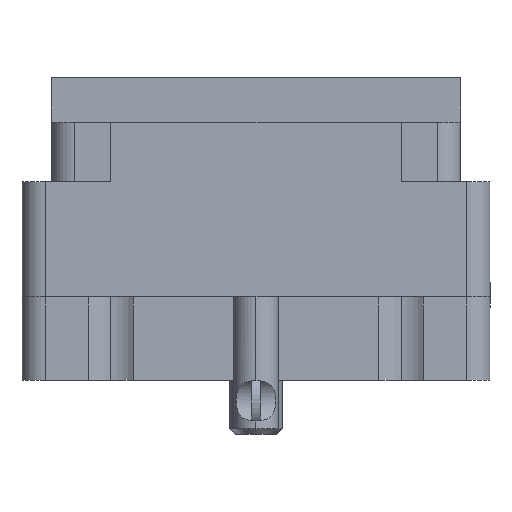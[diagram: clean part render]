
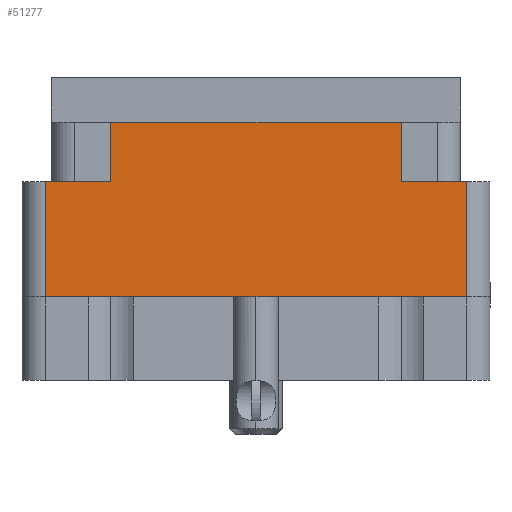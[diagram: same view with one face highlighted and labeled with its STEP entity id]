
A CAD part, left-side view. The second image highlights one B-rep face of the part: STEP entity #51277.
In plain terms, the highlighted planar face has unit normal (-1, 0, 0).
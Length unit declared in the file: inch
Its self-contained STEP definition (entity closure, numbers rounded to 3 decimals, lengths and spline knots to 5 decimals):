
#168 = CARTESIAN_POINT ( 'NONE',  ( -1.359, -0.3825, -0.274 ) ) ;
#2539 = EDGE_CURVE ( 'NONE', #30270, #18082, #39803, .T. ) ;
#3138 = LINE ( 'NONE', #40937, #75581 ) ;
#3701 = ORIENTED_EDGE ( 'NONE', *, *, #15631, .F. ) ;
#5168 = EDGE_CURVE ( 'NONE', #53470, #74623, #65608, .T. ) ;
#6035 = VECTOR ( 'NONE', #64500, 39.37008 ) ;
#6717 = DIRECTION ( 'NONE',  ( 0., -1., 0. ) ) ;
#8998 = DIRECTION ( 'NONE',  ( -1., 0., 0. ) ) ;
#9261 = PLANE ( 'NONE',  #54213 ) ;
#9271 = EDGE_CURVE ( 'NONE', #53470, #9770, #27432, .T. ) ;
#9770 = VERTEX_POINT ( 'NONE', #66571 ) ;
#10285 = VERTEX_POINT ( 'NONE', #16371 ) ;
#13995 = DIRECTION ( 'NONE',  ( 0., -1., 0. ) ) ;
#14834 = DIRECTION ( 'NONE',  ( 0., 0., 1. ) ) ;
#15631 = EDGE_CURVE ( 'NONE', #74623, #29615, #27719, .T. ) ;
#16371 = CARTESIAN_POINT ( 'NONE',  ( -1.359, -0.555, -0.274 ) ) ;
#18082 = VERTEX_POINT ( 'NONE', #35836 ) ;
#20952 = ORIENTED_EDGE ( 'NONE', *, *, #5168, .F. ) ;
#21307 = CARTESIAN_POINT ( 'NONE',  ( -1.359, 0.3825, -0.274 ) ) ;
#22091 = CARTESIAN_POINT ( 'NONE',  ( -1.359, -0.555, -0.798 ) ) ;
#23338 = CARTESIAN_POINT ( 'NONE',  ( -1.359, 0.555, -0.274 ) ) ;
#26669 = CARTESIAN_POINT ( 'NONE',  ( -1.359, -0.617, -0.798 ) ) ;
#27322 = ORIENTED_EDGE ( 'NONE', *, *, #56054, .F. ) ;
#27432 = LINE ( 'NONE', #55305, #68713 ) ;
#27719 = LINE ( 'NONE', #21307, #68060 ) ;
#28501 = DIRECTION ( 'NONE',  ( 0., 0., 1. ) ) ;
#28739 = EDGE_CURVE ( 'NONE', #73153, #10285, #29618, .T. ) ;
#29219 = VECTOR ( 'NONE', #13995, 39.37008 ) ;
#29615 = VERTEX_POINT ( 'NONE', #60643 ) ;
#29618 = LINE ( 'NONE', #22091, #68234 ) ;
#30069 = FACE_OUTER_BOUND ( 'NONE', #46947, .T. ) ;
#30270 = VERTEX_POINT ( 'NONE', #43323 ) ;
#34593 = DIRECTION ( 'NONE',  ( 0., -1., 0. ) ) ;
#35127 = ORIENTED_EDGE ( 'NONE', *, *, #28739, .T. ) ;
#35836 = CARTESIAN_POINT ( 'NONE',  ( -1.359, -0.3825, -0.117 ) ) ;
#36562 = LINE ( 'NONE', #71739, #29219 ) ;
#37091 = VECTOR ( 'NONE', #34593, 39.37008 ) ;
#38887 = DIRECTION ( 'NONE',  ( 0., -1., 0. ) ) ;
#39803 = LINE ( 'NONE', #168, #6035 ) ;
#40937 = CARTESIAN_POINT ( 'NONE',  ( -1.359, 0., -0.578 ) ) ;
#43323 = CARTESIAN_POINT ( 'NONE',  ( -1.359, -0.3825, -0.274 ) ) ;
#44718 = LINE ( 'NONE', #68460, #73256 ) ;
#46947 = EDGE_LOOP ( 'NONE', ( #20952, #66643, #52305, #35127, #27322, #63010, #51207, #3701 ) ) ;
#48900 = EDGE_CURVE ( 'NONE', #29615, #18082, #44718, .T. ) ;
#51207 = ORIENTED_EDGE ( 'NONE', *, *, #48900, .F. ) ;
#51277 = ADVANCED_FACE ( 'NONE', ( #30069 ), #9261, .T. ) ;
#52305 = ORIENTED_EDGE ( 'NONE', *, *, #66143, .T. ) ;
#53470 = VERTEX_POINT ( 'NONE', #23338 ) ;
#53500 = CARTESIAN_POINT ( 'NONE',  ( -1.359, 0.3825, -0.274 ) ) ;
#54213 = AXIS2_PLACEMENT_3D ( 'NONE', #26669, #8998, #14834 ) ;
#55305 = CARTESIAN_POINT ( 'NONE',  ( -1.359, 0.555, -0.798 ) ) ;
#56054 = EDGE_CURVE ( 'NONE', #30270, #10285, #36562, .T. ) ;
#59093 = CARTESIAN_POINT ( 'NONE',  ( -1.359, -0.555, -0.578 ) ) ;
#60643 = CARTESIAN_POINT ( 'NONE',  ( -1.359, 0.3825, -0.117 ) ) ;
#63010 = ORIENTED_EDGE ( 'NONE', *, *, #2539, .T. ) ;
#64500 = DIRECTION ( 'NONE',  ( 0., 0., 1. ) ) ;
#65608 = LINE ( 'NONE', #69742, #37091 ) ;
#66143 = EDGE_CURVE ( 'NONE', #9770, #73153, #3138, .T. ) ;
#66571 = CARTESIAN_POINT ( 'NONE',  ( -1.359, 0.555, -0.578 ) ) ;
#66643 = ORIENTED_EDGE ( 'NONE', *, *, #9271, .T. ) ;
#66662 = DIRECTION ( 'NONE',  ( 0., 0., -1. ) ) ;
#68060 = VECTOR ( 'NONE', #68755, 39.37008 ) ;
#68234 = VECTOR ( 'NONE', #28501, 39.37008 ) ;
#68460 = CARTESIAN_POINT ( 'NONE',  ( -1.359, 0.617, -0.117 ) ) ;
#68713 = VECTOR ( 'NONE', #66662, 39.37008 ) ;
#68755 = DIRECTION ( 'NONE',  ( 0., 0., 1. ) ) ;
#69742 = CARTESIAN_POINT ( 'NONE',  ( -1.359, 0., -0.274 ) ) ;
#71739 = CARTESIAN_POINT ( 'NONE',  ( -1.359, 0., -0.274 ) ) ;
#73153 = VERTEX_POINT ( 'NONE', #59093 ) ;
#73256 = VECTOR ( 'NONE', #38887, 39.37008 ) ;
#74623 = VERTEX_POINT ( 'NONE', #53500 ) ;
#75581 = VECTOR ( 'NONE', #6717, 39.37008 ) ;
